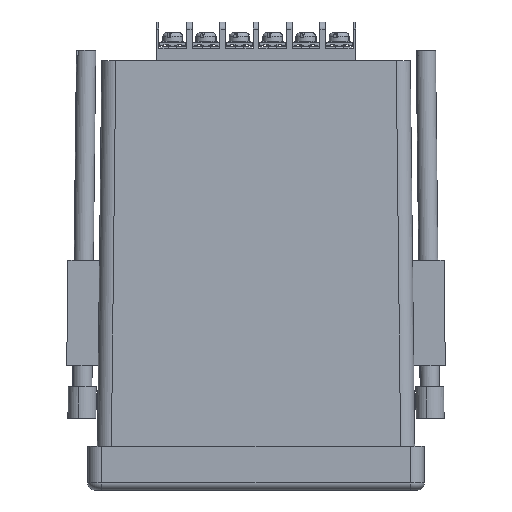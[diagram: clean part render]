
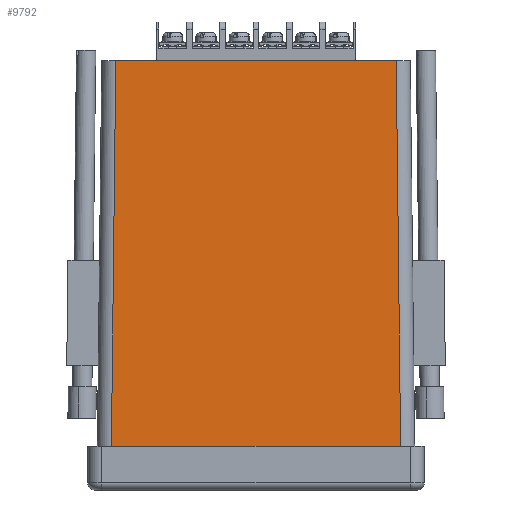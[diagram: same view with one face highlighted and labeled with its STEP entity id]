
A CAD part, front view. The second image highlights one B-rep face of the part: STEP entity #9792.
In plain terms, the highlighted planar face has unit normal (0, -1, 0.011).
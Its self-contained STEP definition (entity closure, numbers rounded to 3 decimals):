
#586 = CARTESIAN_POINT ( 'NONE',  ( 40., -44., 0. ) ) ;
#2072 = CARTESIAN_POINT ( 'NONE',  ( -44., -44., 0. ) ) ;
#3540 = EDGE_LOOP ( 'NONE', ( #19832, #10381, #19869, #11731 ) ) ;
#3609 = VERTEX_POINT ( 'NONE', #586 ) ;
#4000 = VERTEX_POINT ( 'NONE', #14205 ) ;
#4209 = CARTESIAN_POINT ( 'NONE',  ( 39.989, -43.989, 0.954 ) ) ;
#4951 = LINE ( 'NONE', #11175, #10319 ) ;
#5406 = VERTEX_POINT ( 'NONE', #16329 ) ;
#5831 = AXIS2_PLACEMENT_3D ( 'NONE', #2072, #19348, #11496 ) ;
#5894 = VECTOR ( 'NONE', #18166, 1000. ) ;
#6508 = DIRECTION ( 'NONE',  ( 1., 0., 0. ) ) ;
#7128 = LINE ( 'NONE', #4209, #5894 ) ;
#7397 = EDGE_CURVE ( 'NONE', #8163, #5406, #14057, .T. ) ;
#8163 = VERTEX_POINT ( 'NONE', #16150 ) ;
#8393 = PLANE ( 'NONE',  #5831 ) ;
#8856 = VECTOR ( 'NONE', #6508, 1000. ) ;
#9792 = ADVANCED_FACE ( 'NONE', ( #19973 ), #8393, .T. ) ;
#9893 = EDGE_CURVE ( 'NONE', #5406, #3609, #7128, .T. ) ;
#10213 = EDGE_CURVE ( 'NONE', #4000, #3609, #14730, .T. ) ;
#10319 = VECTOR ( 'NONE', #12964, 1000. ) ;
#10381 = ORIENTED_EDGE ( 'NONE', *, *, #9893, .T. ) ;
#11175 = CARTESIAN_POINT ( 'NONE',  ( -40.001, -44.001, -0.045 ) ) ;
#11496 = DIRECTION ( 'NONE',  ( 0., -0.011, -1. ) ) ;
#11731 = ORIENTED_EDGE ( 'NONE', *, *, #15778, .T. ) ;
#12790 = DIRECTION ( 'NONE',  ( 1., 0., 0. ) ) ;
#12964 = DIRECTION ( 'NONE',  ( -0.011, -0.011, -1. ) ) ;
#14057 = LINE ( 'NONE', #14390, #18708 ) ;
#14205 = CARTESIAN_POINT ( 'NONE',  ( -40., -44., 0. ) ) ;
#14390 = CARTESIAN_POINT ( 'NONE',  ( -44., -45.25, -110. ) ) ;
#14730 = LINE ( 'NONE', #15900, #8856 ) ;
#15778 = EDGE_CURVE ( 'NONE', #4000, #8163, #4951, .T. ) ;
#15900 = CARTESIAN_POINT ( 'NONE',  ( -44., -44., 0. ) ) ;
#16150 = CARTESIAN_POINT ( 'NONE',  ( -41.25, -45.25, -110. ) ) ;
#16329 = CARTESIAN_POINT ( 'NONE',  ( 41.25, -45.25, -110. ) ) ;
#18166 = DIRECTION ( 'NONE',  ( -0.011, 0.011, 1. ) ) ;
#18708 = VECTOR ( 'NONE', #12790, 1000. ) ;
#19348 = DIRECTION ( 'NONE',  ( 0., -1., 0.011 ) ) ;
#19832 = ORIENTED_EDGE ( 'NONE', *, *, #7397, .T. ) ;
#19869 = ORIENTED_EDGE ( 'NONE', *, *, #10213, .F. ) ;
#19973 = FACE_OUTER_BOUND ( 'NONE', #3540, .T. ) ;
